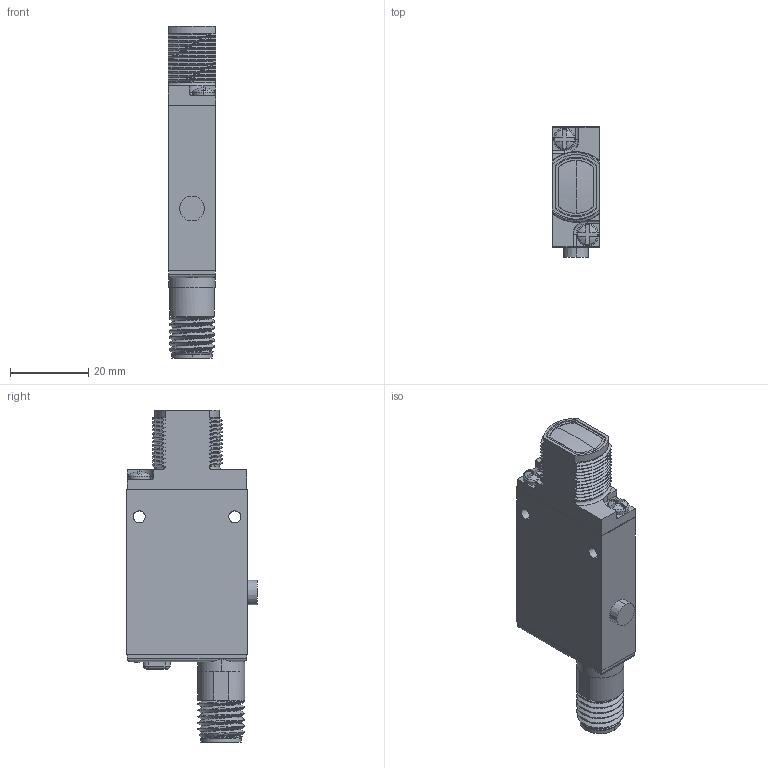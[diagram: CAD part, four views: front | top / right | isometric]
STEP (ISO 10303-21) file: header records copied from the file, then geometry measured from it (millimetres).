
FILE_DESCRIPTION((''),'2;1');
FILE_NAME('154488_SM01_ASM','2025-09-19T13:12:54',('banengservice'),('BANNER ENGINEERING'),'CREO PARAMETRIC BY PTC INC, 2022414','CREO PARAMETRIC BY PTC INC, 2022414','');
FILE_SCHEMA(('CONFIG_CONTROL_DESIGN'));
Length unit declared in the file: millimetre
Products named in the file (2): 154488_EP01; 154488_SM01_ASM
Assembly tree (1 placements, depth 2):
  154488_SM01_ASM
    154488_EP01
Bounding box: 12.09 x 33.32 x 84.8 mm (x, y, z)
Volume: 22468.9 mm3; surface area: 7825.5 mm2
Topology: 1 solids, 1 shells, 418 faces, 1132 edges, 735 vertices
Faces by surface type: plane 185, bspline 101, cylinder 98, sphere 14, cone 12, torus 8
Entity records: 23060 total; most frequent: CARTESIAN_POINT 13231, ORIENTED_EDGE 2252, DIRECTION 1673, EDGE_CURVE 1126, VERTEX_POINT 735, VECTOR 603, LINE 603, AXIS2_PLACEMENT_3D 535
